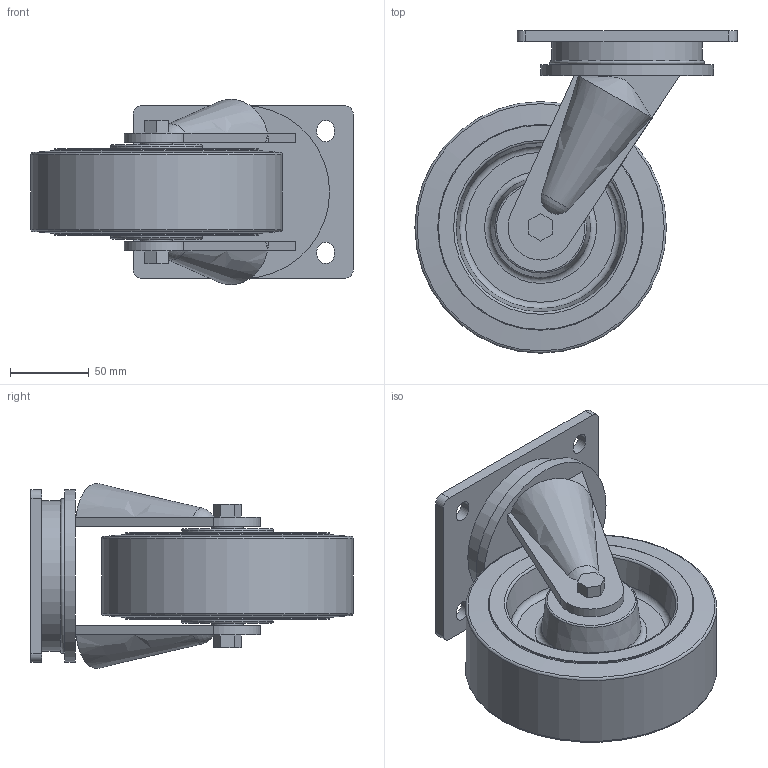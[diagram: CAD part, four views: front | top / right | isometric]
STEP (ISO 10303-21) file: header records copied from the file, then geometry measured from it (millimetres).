
FILE_DESCRIPTION(/* description */ ('STEP AP203'),/* implementation_level */ '2;1');
FILE_NAME(/* name */ 'K1769.160500',/* time_stamp */ '2025-06-24T16:14:47+02:00',/* author */ ('License CC BY-ND 4.0'),/* organization */ ('CADENAS'),/* preprocessor_version */ 'ST-DEVELOPER v19.3',/* originating_system */ 'PARTsolutions',/* authorisation */ ' ');
FILE_SCHEMA (('CONFIG_CONTROL_DESIGN'));
Length unit declared in the file: millimetre
Products named in the file (1): K1769.160500
Bounding box: 205 x 205 x 117.75 mm (x, y, z)
Volume: 1257225.2 mm3; surface area: 162141.9 mm2
Topology: 1 solids, 1 shells, 95 faces, 220 edges, 141 vertices
Faces by surface type: plane 44, cylinder 21, torus 14, cone 14, sphere 2
Full cylindrical faces by diameter (mm): 20.02 x2, 95.7 x1, 110 x1, 130 x2, 160 x1
Entity records: 2638 total; most frequent: CARTESIAN_POINT 490, DIRECTION 446, ORIENTED_EDGE 384, EDGE_CURVE 192, AXIS2_PLACEMENT_3D 168, EDGE_LOOP 146, FACE_BOUND 146, VERTEX_POINT 140
